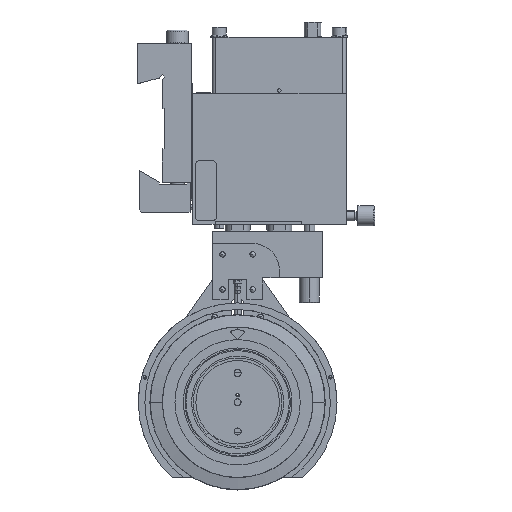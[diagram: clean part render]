
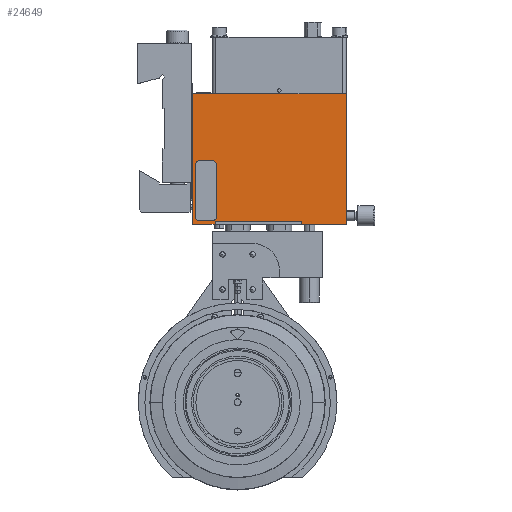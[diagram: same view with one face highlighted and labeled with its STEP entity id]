
A CAD part, top view. The second image highlights one B-rep face of the part: STEP entity #24649.
In plain terms, the highlighted planar face has unit normal (0, 0, 1).
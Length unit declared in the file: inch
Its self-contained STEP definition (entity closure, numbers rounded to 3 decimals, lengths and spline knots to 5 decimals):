
#204 = LINE ( 'NONE', #23959, #17761 ) ;
#631 = VECTOR ( 'NONE', #23389, 39.37008 ) ;
#1365 = VECTOR ( 'NONE', #6721, 39.37008 ) ;
#1591 = DIRECTION ( 'NONE',  ( 0., -1., 0. ) ) ;
#1799 = CARTESIAN_POINT ( 'NONE',  ( 1.51575, 0.05512, 0.31102 ) ) ;
#1813 = ORIENTED_EDGE ( 'NONE', *, *, #23722, .F. ) ;
#2104 = CARTESIAN_POINT ( 'NONE',  ( -1.06299, 0., 0.31102 ) ) ;
#2496 = AXIS2_PLACEMENT_3D ( 'NONE', #19850, #13218, #16741 ) ;
#3184 = ORIENTED_EDGE ( 'NONE', *, *, #29961, .T. ) ;
#3385 = AXIS2_PLACEMENT_3D ( 'NONE', #38330, #31905, #24987 ) ;
#3788 = DIRECTION ( 'NONE',  ( 1., 0., 0. ) ) ;
#3793 = ORIENTED_EDGE ( 'NONE', *, *, #20458, .F. ) ;
#3838 = CARTESIAN_POINT ( 'NONE',  ( -0.88583, 0.07874, 0.31102 ) ) ;
#5048 = EDGE_CURVE ( 'NONE', #17322, #26598, #23167, .T. ) ;
#5403 = VERTEX_POINT ( 'NONE', #10655 ) ;
#5405 = LINE ( 'NONE', #32555, #631 ) ;
#5641 = FACE_BOUND ( 'NONE', #15653, .T. ) ;
#5821 = LINE ( 'NONE', #12720, #14569 ) ;
#5869 = CARTESIAN_POINT ( 'NONE',  ( -0.88583, 1.49606, 0.31102 ) ) ;
#6721 = DIRECTION ( 'NONE',  ( 0., -1., 0. ) ) ;
#6911 = CARTESIAN_POINT ( 'NONE',  ( 1.51575, 0., 0.31102 ) ) ;
#7020 = VERTEX_POINT ( 'NONE', #23355 ) ;
#8080 = VERTEX_POINT ( 'NONE', #29848 ) ;
#8104 = VERTEX_POINT ( 'NONE', #16713 ) ;
#9209 = CIRCLE ( 'NONE', #14865, 0.11811 ) ;
#9628 = VECTOR ( 'NONE', #3788, 39.37008 ) ;
#9711 = CIRCLE ( 'NONE', #26761, 0.11811 ) ;
#9996 = EDGE_CURVE ( 'NONE', #36680, #31089, #204, .T. ) ;
#10043 = LINE ( 'NONE', #23555, #1365 ) ;
#10655 = CARTESIAN_POINT ( 'NONE',  ( -1.06299, 0., 0.31102 ) ) ;
#11119 = CARTESIAN_POINT ( 'NONE',  ( -1.00394, 0.19685, 0.31102 ) ) ;
#11322 = EDGE_CURVE ( 'NONE', #7020, #17322, #30100, .T. ) ;
#11466 = DIRECTION ( 'NONE',  ( 0., 0., 1. ) ) ;
#11575 = ORIENTED_EDGE ( 'NONE', *, *, #24647, .T. ) ;
#12099 = VERTEX_POINT ( 'NONE', #11119 ) ;
#12720 = CARTESIAN_POINT ( 'NONE',  ( -1.06299, 3.07087, 0.31102 ) ) ;
#13218 = DIRECTION ( 'NONE',  ( 0., 0., -1. ) ) ;
#13474 = VERTEX_POINT ( 'NONE', #3838 ) ;
#13546 = DIRECTION ( 'NONE',  ( 0., 1., 0. ) ) ;
#14064 = EDGE_CURVE ( 'NONE', #7020, #39170, #18430, .T. ) ;
#14333 = DIRECTION ( 'NONE',  ( -1., 0., 0. ) ) ;
#14569 = VECTOR ( 'NONE', #29622, 39.37008 ) ;
#14865 = AXIS2_PLACEMENT_3D ( 'NONE', #26929, #24230, #19783 ) ;
#15653 = EDGE_LOOP ( 'NONE', ( #18259, #27424, #3793, #32900, #34769, #1813, #21400, #29371 ) ) ;
#16713 = CARTESIAN_POINT ( 'NONE',  ( -0.49213, 1.37795, 0.31102 ) ) ;
#16741 = DIRECTION ( 'NONE',  ( -1., 0., 0. ) ) ;
#17077 = ORIENTED_EDGE ( 'NONE', *, *, #9996, .T. ) ;
#17090 = ORIENTED_EDGE ( 'NONE', *, *, #5048, .F. ) ;
#17322 = VERTEX_POINT ( 'NONE', #24871 ) ;
#17408 = CARTESIAN_POINT ( 'NONE',  ( -0.5315, 0., 0.31102 ) ) ;
#17761 = VECTOR ( 'NONE', #13546, 39.37008 ) ;
#17979 = LINE ( 'NONE', #34703, #40208 ) ;
#18081 = CARTESIAN_POINT ( 'NONE',  ( -0.61024, 1.37795, 0.31102 ) ) ;
#18259 = ORIENTED_EDGE ( 'NONE', *, *, #41363, .F. ) ;
#18313 = FACE_OUTER_BOUND ( 'NONE', #23738, .T. ) ;
#18430 = LINE ( 'NONE', #1799, #26110 ) ;
#18531 = DIRECTION ( 'NONE',  ( -1., 0., 0. ) ) ;
#19116 = CARTESIAN_POINT ( 'NONE',  ( -1.00394, 1.37795, 0.31102 ) ) ;
#19183 = PLANE ( 'NONE',  #2496 ) ;
#19783 = DIRECTION ( 'NONE',  ( -1., 0., 0. ) ) ;
#19850 = CARTESIAN_POINT ( 'NONE',  ( -1.06299, 3.07087, 0.31102 ) ) ;
#20100 = EDGE_CURVE ( 'NONE', #31735, #24668, #5405, .T. ) ;
#20438 = EDGE_CURVE ( 'NONE', #12099, #13474, #9209, .T. ) ;
#20458 = EDGE_CURVE ( 'NONE', #36336, #12099, #10043, .T. ) ;
#20913 = ORIENTED_EDGE ( 'NONE', *, *, #14064, .T. ) ;
#21345 = LINE ( 'NONE', #34301, #9628 ) ;
#21400 = ORIENTED_EDGE ( 'NONE', *, *, #36999, .F. ) ;
#23167 = LINE ( 'NONE', #36533, #36212 ) ;
#23355 = CARTESIAN_POINT ( 'NONE',  ( 1.51575, 0.05512, 0.31102 ) ) ;
#23389 = DIRECTION ( 'NONE',  ( -1., 0., 0. ) ) ;
#23555 = CARTESIAN_POINT ( 'NONE',  ( -1.00394, 0.19685, 0.31102 ) ) ;
#23722 = EDGE_CURVE ( 'NONE', #8104, #31735, #33027, .T. ) ;
#23738 = EDGE_LOOP ( 'NONE', ( #11575, #17090, #38726, #20913, #30870, #17077, #3184, #36588 ) ) ;
#23959 = CARTESIAN_POINT ( 'NONE',  ( 2.55906, 0., 0.31102 ) ) ;
#24112 = LINE ( 'NONE', #24348, #28495 ) ;
#24230 = DIRECTION ( 'NONE',  ( 0., 0., 1. ) ) ;
#24348 = CARTESIAN_POINT ( 'NONE',  ( -0.49213, 0.19685, 0.31102 ) ) ;
#24647 = EDGE_CURVE ( 'NONE', #5403, #26598, #38804, .T. ) ;
#24649 = ADVANCED_FACE ( 'NONE', ( #5641, #18313 ), #19183, .F. ) ;
#24668 = VERTEX_POINT ( 'NONE', #5869 ) ;
#24871 = CARTESIAN_POINT ( 'NONE',  ( -0.5315, 0.05512, 0.31102 ) ) ;
#24987 = DIRECTION ( 'NONE',  ( 1., 0., 0. ) ) ;
#25063 = VERTEX_POINT ( 'NONE', #27389 ) ;
#25497 = EDGE_CURVE ( 'NONE', #24668, #36336, #9711, .T. ) ;
#26110 = VECTOR ( 'NONE', #1591, 39.37008 ) ;
#26455 = CARTESIAN_POINT ( 'NONE',  ( -1.06299, 0., 0.31102 ) ) ;
#26545 = CARTESIAN_POINT ( 'NONE',  ( -0.5315, 0.05512, 0.31102 ) ) ;
#26598 = VERTEX_POINT ( 'NONE', #17408 ) ;
#26761 = AXIS2_PLACEMENT_3D ( 'NONE', #32802, #39673, #18531 ) ;
#26929 = CARTESIAN_POINT ( 'NONE',  ( -0.88583, 0.19685, 0.31102 ) ) ;
#27389 = CARTESIAN_POINT ( 'NONE',  ( -1.06299, 3.07087, 0.31102 ) ) ;
#27424 = ORIENTED_EDGE ( 'NONE', *, *, #20438, .F. ) ;
#28308 = CARTESIAN_POINT ( 'NONE',  ( -0.49213, 0.19685, 0.31102 ) ) ;
#28495 = VECTOR ( 'NONE', #30375, 39.37008 ) ;
#28778 = VECTOR ( 'NONE', #39669, 39.37008 ) ;
#29371 = ORIENTED_EDGE ( 'NONE', *, *, #33275, .F. ) ;
#29622 = DIRECTION ( 'NONE',  ( -1., 0., 0. ) ) ;
#29785 = LINE ( 'NONE', #26455, #36700 ) ;
#29848 = CARTESIAN_POINT ( 'NONE',  ( -0.61024, 0.07874, 0.31102 ) ) ;
#29961 = EDGE_CURVE ( 'NONE', #31089, #25063, #5821, .T. ) ;
#30100 = LINE ( 'NONE', #26545, #42771 ) ;
#30157 = EDGE_CURVE ( 'NONE', #39170, #36680, #21345, .T. ) ;
#30320 = DIRECTION ( 'NONE',  ( -1., 0., 0. ) ) ;
#30375 = DIRECTION ( 'NONE',  ( 0., 1., 0. ) ) ;
#30870 = ORIENTED_EDGE ( 'NONE', *, *, #30157, .T. ) ;
#31089 = VERTEX_POINT ( 'NONE', #31100 ) ;
#31091 = CARTESIAN_POINT ( 'NONE',  ( 2.55906, 0., 0.31102 ) ) ;
#31100 = CARTESIAN_POINT ( 'NONE',  ( 2.55906, 3.07087, 0.31102 ) ) ;
#31735 = VERTEX_POINT ( 'NONE', #37589 ) ;
#31905 = DIRECTION ( 'NONE',  ( 0., 0., 1. ) ) ;
#31942 = EDGE_CURVE ( 'NONE', #25063, #5403, #29785, .T. ) ;
#32555 = CARTESIAN_POINT ( 'NONE',  ( -0.88583, 1.49606, 0.31102 ) ) ;
#32802 = CARTESIAN_POINT ( 'NONE',  ( -0.88583, 1.37795, 0.31102 ) ) ;
#32900 = ORIENTED_EDGE ( 'NONE', *, *, #25497, .F. ) ;
#33027 = CIRCLE ( 'NONE', #37990, 0.11811 ) ;
#33275 = EDGE_CURVE ( 'NONE', #8080, #43329, #34666, .T. ) ;
#34301 = CARTESIAN_POINT ( 'NONE',  ( -1.06299, 0., 0.31102 ) ) ;
#34666 = CIRCLE ( 'NONE', #3385, 0.11811 ) ;
#34703 = CARTESIAN_POINT ( 'NONE',  ( -0.88583, 0.07874, 0.31102 ) ) ;
#34769 = ORIENTED_EDGE ( 'NONE', *, *, #20100, .F. ) ;
#36212 = VECTOR ( 'NONE', #36974, 39.37008 ) ;
#36336 = VERTEX_POINT ( 'NONE', #19116 ) ;
#36533 = CARTESIAN_POINT ( 'NONE',  ( -0.5315, 0.05512, 0.31102 ) ) ;
#36588 = ORIENTED_EDGE ( 'NONE', *, *, #31942, .T. ) ;
#36680 = VERTEX_POINT ( 'NONE', #31091 ) ;
#36700 = VECTOR ( 'NONE', #43592, 39.37008 ) ;
#36974 = DIRECTION ( 'NONE',  ( 0., -1., 0. ) ) ;
#36999 = EDGE_CURVE ( 'NONE', #43329, #8104, #24112, .T. ) ;
#37589 = CARTESIAN_POINT ( 'NONE',  ( -0.61024, 1.49606, 0.31102 ) ) ;
#37990 = AXIS2_PLACEMENT_3D ( 'NONE', #18081, #11466, #14333 ) ;
#38016 = DIRECTION ( 'NONE',  ( 1., 0., 0. ) ) ;
#38330 = CARTESIAN_POINT ( 'NONE',  ( -0.61024, 0.19685, 0.31102 ) ) ;
#38726 = ORIENTED_EDGE ( 'NONE', *, *, #11322, .F. ) ;
#38804 = LINE ( 'NONE', #2104, #28778 ) ;
#39170 = VERTEX_POINT ( 'NONE', #6911 ) ;
#39669 = DIRECTION ( 'NONE',  ( 1., 0., 0. ) ) ;
#39673 = DIRECTION ( 'NONE',  ( 0., 0., 1. ) ) ;
#40208 = VECTOR ( 'NONE', #38016, 39.37008 ) ;
#41363 = EDGE_CURVE ( 'NONE', #13474, #8080, #17979, .T. ) ;
#42771 = VECTOR ( 'NONE', #30320, 39.37008 ) ;
#43329 = VERTEX_POINT ( 'NONE', #28308 ) ;
#43592 = DIRECTION ( 'NONE',  ( 0., -1., 0. ) ) ;
